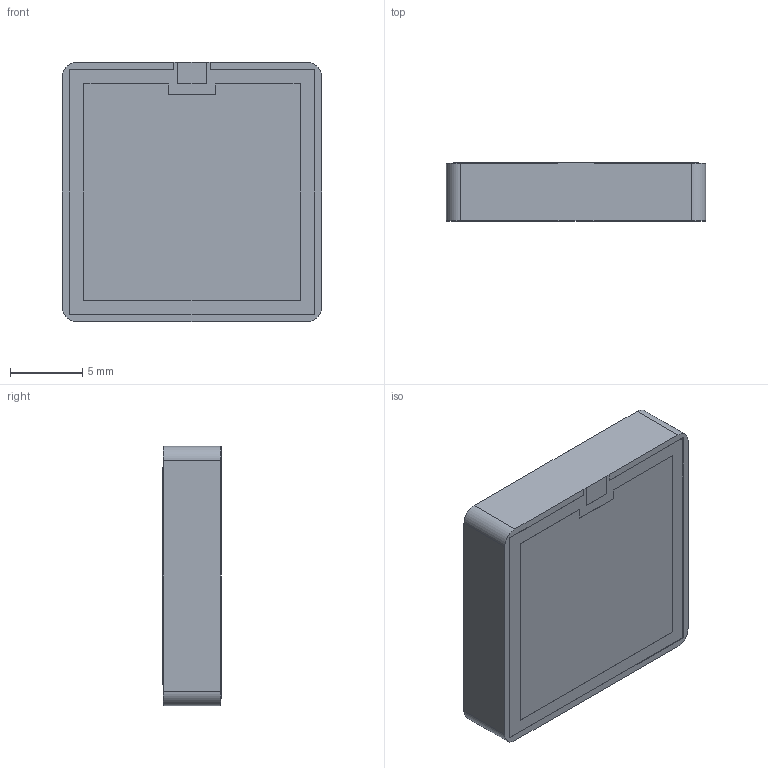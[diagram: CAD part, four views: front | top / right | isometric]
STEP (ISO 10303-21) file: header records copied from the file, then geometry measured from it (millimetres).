
FILE_DESCRIPTION (( 'STEP AP214' ), '1' );
FILE_NAME ('DSGP.1575.18.4.A.02.STEP', '2018-10-29T02:41:19', ( '' ), ( '' ), 'SwSTEP 2.0', 'SolidWorks 2017', '' );
FILE_SCHEMA (( 'AUTOMOTIVE_DESIGN' ));
Length unit declared in the file: millimetre
Products named in the file (1): DSGP.1575.18.4.A.02
Bounding box: 18 x 4.05 x 18 mm (x, y, z)
Volume: 1303 mm3; surface area: 931.1 mm2
Topology: 1 solids, 1 shells, 290 faces, 783 edges, 522 vertices
Faces by surface type: plane 166, bspline 116, cylinder 8
Entity records: 12693 total; most frequent: CARTESIAN_POINT 6144, ORIENTED_EDGE 1566, DIRECTION 917, EDGE_CURVE 783, VECTOR 535, LINE 535, VERTEX_POINT 522, EDGE_LOOP 317
